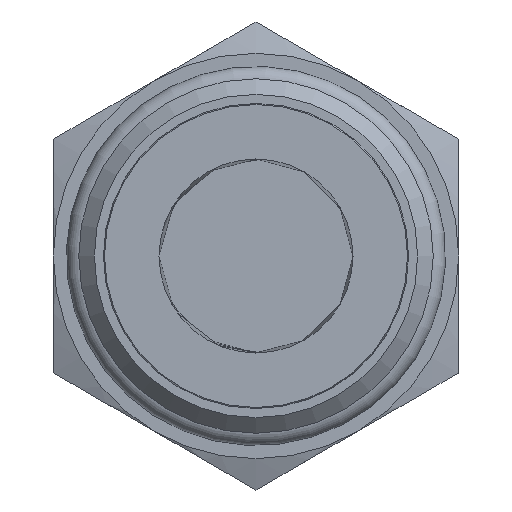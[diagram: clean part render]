
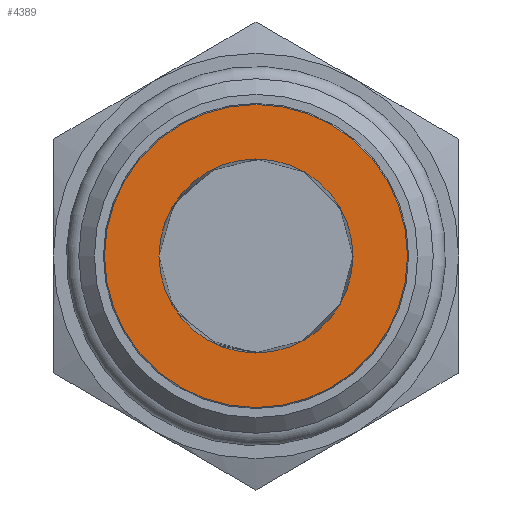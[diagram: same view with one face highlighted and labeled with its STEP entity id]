
A CAD part, left-side view. The second image highlights one B-rep face of the part: STEP entity #4389.
In plain terms, the highlighted planar face has unit normal (-1, 0, 0).
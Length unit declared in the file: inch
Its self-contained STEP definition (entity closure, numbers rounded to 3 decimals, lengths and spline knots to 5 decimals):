
#4200=CARTESIAN_POINT('',(-2.62,-0.359,0.));
#4201=VERTEX_POINT('',#4200);
#4202=CARTESIAN_POINT('',(-2.62,0.,0.));
#4203=DIRECTION('',(1.0,0.0,0.0));
#4204=DIRECTION('',(0.0,-1.0,0.0));
#4205=AXIS2_PLACEMENT_3D('',#4202,#4203,#4204);
#4206=CIRCLE('',#4205,0.359);
#4207=EDGE_CURVE('',#4201,#4201,#4206,.T.);
#4366=CARTESIAN_POINT('',(-2.62,0.,0.5605));
#4367=VERTEX_POINT('',#4366);
#4368=CARTESIAN_POINT('',(-2.62,0.,0.));
#4369=DIRECTION('',(1.0,0.0,0.0));
#4370=DIRECTION('',(0.0,0.0,-1.0));
#4371=AXIS2_PLACEMENT_3D('',#4368,#4369,#4370);
#4372=CIRCLE('',#4371,0.5605);
#4373=EDGE_CURVE('',#4367,#4367,#4372,.T.);
#4378=CARTESIAN_POINT('',(-2.62,0.,0.));
#4379=DIRECTION('',(1.0,0.0,0.0));
#4380=DIRECTION('',(0.0,0.0,-1.0));
#4381=AXIS2_PLACEMENT_3D('',#4378,#4379,#4380);
#4382=PLANE('',#4381);
#4383=ORIENTED_EDGE('',*,*,#4373,.F.);
#4384=EDGE_LOOP('',(#4383));
#4385=FACE_OUTER_BOUND('',#4384,.T.);
#4386=ORIENTED_EDGE('',*,*,#4207,.T.);
#4387=EDGE_LOOP('',(#4386));
#4388=FACE_BOUND('',#4387,.T.);
#4389=ADVANCED_FACE('',(#4385,#4388),#4382,.F.);
